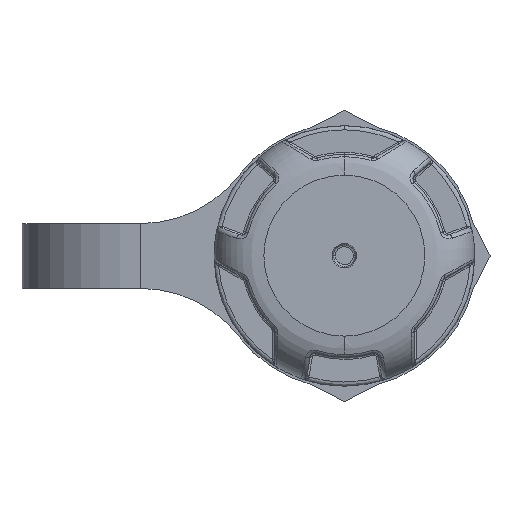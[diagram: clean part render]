
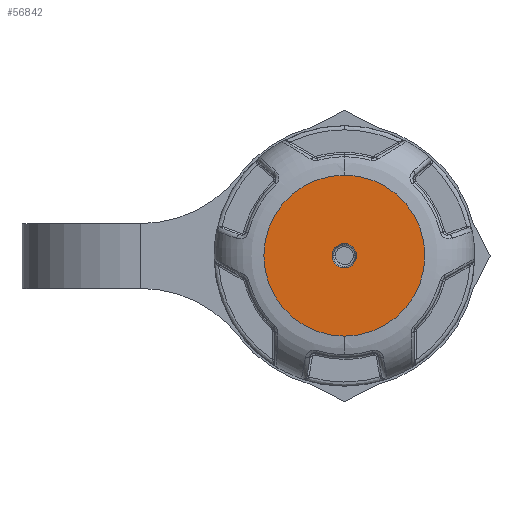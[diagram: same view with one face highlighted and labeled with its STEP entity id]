
A CAD part, top view. The second image highlights one B-rep face of the part: STEP entity #56842.
In plain terms, the highlighted planar face has unit normal (0, 0, 1).
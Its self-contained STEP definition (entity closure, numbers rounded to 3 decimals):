
#887 = DIRECTION ( 'NONE',  ( 0., 0., 1. ) ) ;
#1501 = EDGE_CURVE ( 'NONE', #50982, #45311, #36112, .T. ) ;
#2833 = ORIENTED_EDGE ( 'NONE', *, *, #57327, .T. ) ;
#4753 = DIRECTION ( 'NONE',  ( 1., 0., 0. ) ) ;
#6077 = CARTESIAN_POINT ( 'NONE',  ( 0., 0., 32.991 ) ) ;
#8208 = EDGE_LOOP ( 'NONE', ( #64949, #57656 ) ) ;
#8808 = EDGE_CURVE ( 'NONE', #71964, #75023, #38385, .T. ) ;
#10603 = EDGE_LOOP ( 'NONE', ( #2833, #37058 ) ) ;
#10730 = AXIS2_PLACEMENT_3D ( 'NONE', #36014, #52113, #4753 ) ;
#23558 = DIRECTION ( 'NONE',  ( 0., -1., 0. ) ) ;
#25252 = CARTESIAN_POINT ( 'NONE',  ( 0., 0., 32.991 ) ) ;
#32636 = DIRECTION ( 'NONE',  ( 1., 0., 0. ) ) ;
#36014 = CARTESIAN_POINT ( 'NONE',  ( 0., 0., 32.991 ) ) ;
#36112 = CIRCLE ( 'NONE', #66419, 9.7 ) ;
#36709 = FACE_BOUND ( 'NONE', #10603, .T. ) ;
#37058 = ORIENTED_EDGE ( 'NONE', *, *, #8808, .T. ) ;
#37644 = DIRECTION ( 'NONE',  ( 0., 0., -1. ) ) ;
#38385 = CIRCLE ( 'NONE', #10730, 1.474 ) ;
#43834 = CIRCLE ( 'NONE', #63015, 9.7 ) ;
#44603 = CARTESIAN_POINT ( 'NONE',  ( -1.474, 0., 32.991 ) ) ;
#45311 = VERTEX_POINT ( 'NONE', #81270 ) ;
#48757 = EDGE_CURVE ( 'NONE', #45311, #50982, #43834, .T. ) ;
#50982 = VERTEX_POINT ( 'NONE', #69817 ) ;
#52113 = DIRECTION ( 'NONE',  ( 0., 0., -1. ) ) ;
#56842 = ADVANCED_FACE ( 'NONE', ( #36709, #73480 ), #72216, .T. ) ;
#57327 = EDGE_CURVE ( 'NONE', #75023, #71964, #88046, .T. ) ;
#57656 = ORIENTED_EDGE ( 'NONE', *, *, #48757, .F. ) ;
#63015 = AXIS2_PLACEMENT_3D ( 'NONE', #77029, #37644, #99921 ) ;
#64949 = ORIENTED_EDGE ( 'NONE', *, *, #1501, .F. ) ;
#66419 = AXIS2_PLACEMENT_3D ( 'NONE', #6077, #68838, #23558 ) ;
#67563 = AXIS2_PLACEMENT_3D ( 'NONE', #79533, #80193, #32636 ) ;
#68838 = DIRECTION ( 'NONE',  ( 0., 0., -1. ) ) ;
#69817 = CARTESIAN_POINT ( 'NONE',  ( 0., 9.7, 32.991 ) ) ;
#71964 = VERTEX_POINT ( 'NONE', #97375 ) ;
#72216 = PLANE ( 'NONE',  #101444 ) ;
#73480 = FACE_OUTER_BOUND ( 'NONE', #8208, .T. ) ;
#75023 = VERTEX_POINT ( 'NONE', #44603 ) ;
#77029 = CARTESIAN_POINT ( 'NONE',  ( 0., 0., 32.991 ) ) ;
#79533 = CARTESIAN_POINT ( 'NONE',  ( 0., 0., 32.991 ) ) ;
#80045 = DIRECTION ( 'NONE',  ( 1., 0., 0. ) ) ;
#80193 = DIRECTION ( 'NONE',  ( 0., 0., -1. ) ) ;
#81270 = CARTESIAN_POINT ( 'NONE',  ( 0., -9.7, 32.991 ) ) ;
#88046 = CIRCLE ( 'NONE', #67563, 1.474 ) ;
#97375 = CARTESIAN_POINT ( 'NONE',  ( 1.474, 0., 32.991 ) ) ;
#99921 = DIRECTION ( 'NONE',  ( 1., 0., 0. ) ) ;
#101444 = AXIS2_PLACEMENT_3D ( 'NONE', #25252, #887, #80045 ) ;
